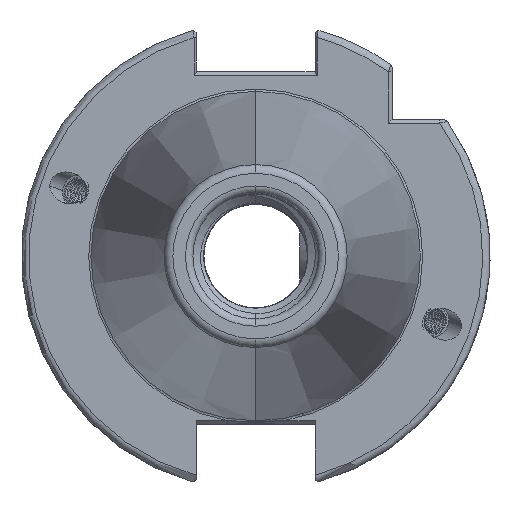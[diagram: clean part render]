
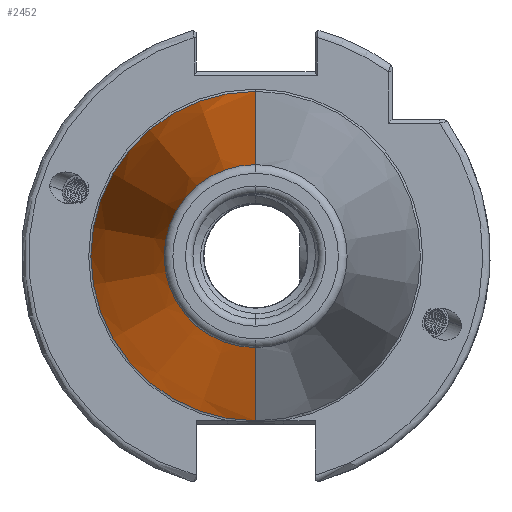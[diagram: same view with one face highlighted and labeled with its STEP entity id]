
A CAD part, left-side view. The second image highlights one B-rep face of the part: STEP entity #2452.
In plain terms, the highlighted conical face has half-angle 8.297 degrees and reference radius 22.692 mm.
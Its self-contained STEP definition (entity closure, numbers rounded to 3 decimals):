
#27 = CIRCLE ( 'NONE', #784, 12.4 ) ;
#32 = LINE ( 'NONE', #13101, #38 ) ;
#38 = VECTOR ( 'NONE', #13093, 1000. ) ;
#42 = LINE ( 'NONE', #13105, #43 ) ;
#43 = VECTOR ( 'NONE', #13107, 1000. ) ;
#778 = AXIS2_PLACEMENT_3D ( 'NONE', #12970, #12977, #12982 ) ;
#784 = AXIS2_PLACEMENT_3D ( 'NONE', #13215, #13183, #13205 ) ;
#1186 = EDGE_CURVE ( 'NONE', #21995, #21998, #7164, .T. ) ;
#1211 = EDGE_CURVE ( 'NONE', #21985, #21998, #32, .T. ) ;
#1213 = EDGE_CURVE ( 'NONE', #21977, #21995, #42, .T. ) ;
#1226 = EDGE_CURVE ( 'NONE', #21977, #21985, #27, .T. ) ;
#2452 = ADVANCED_FACE ( 'NONE', ( #7287 ), #7304, .T. ) ;
#4158 = AXIS2_PLACEMENT_3D ( 'NONE', #21026, #21018, #21015 ) ;
#7164 = CIRCLE ( 'NONE', #778, 22.327 ) ;
#7287 = FACE_OUTER_BOUND ( 'NONE', #22605, .T. ) ;
#7304 = CONICAL_SURFACE ( 'NONE', #4158, 22.692, 0.145 ) ;
#12970 = CARTESIAN_POINT ( 'NONE',  ( -2.5, 0., 0. ) ) ;
#12977 = DIRECTION ( 'NONE',  ( 1., 0., 0. ) ) ;
#12982 = DIRECTION ( 'NONE',  ( 0., 0., -1. ) ) ;
#13093 = DIRECTION ( 'NONE',  ( 0.99, 0., 0.144 ) ) ;
#13101 = CARTESIAN_POINT ( 'NONE',  ( 0., 0., 22.692 ) ) ;
#13105 = CARTESIAN_POINT ( 'NONE',  ( 0., 0., -22.692 ) ) ;
#13107 = DIRECTION ( 'NONE',  ( 0.99, 0., -0.144 ) ) ;
#13183 = DIRECTION ( 'NONE',  ( 1., 0., 0. ) ) ;
#13205 = DIRECTION ( 'NONE',  ( 0., 0., 1. ) ) ;
#13215 = CARTESIAN_POINT ( 'NONE',  ( -70.573, 0., 0. ) ) ;
#19340 = ORIENTED_EDGE ( 'NONE', *, *, #1186, .F. ) ;
#19341 = ORIENTED_EDGE ( 'NONE', *, *, #1213, .F. ) ;
#19385 = ORIENTED_EDGE ( 'NONE', *, *, #1211, .T. ) ;
#19423 = ORIENTED_EDGE ( 'NONE', *, *, #1226, .T. ) ;
#21015 = DIRECTION ( 'NONE',  ( 0., 0., -1. ) ) ;
#21018 = DIRECTION ( 'NONE',  ( 1., 0., 0. ) ) ;
#21026 = CARTESIAN_POINT ( 'NONE',  ( 0., 0., 0. ) ) ;
#21354 = CARTESIAN_POINT ( 'NONE',  ( -70.573, 0., 12.4 ) ) ;
#21371 = CARTESIAN_POINT ( 'NONE',  ( -2.5, 0., -22.327 ) ) ;
#21378 = CARTESIAN_POINT ( 'NONE',  ( -2.5, 0., 22.327 ) ) ;
#21401 = CARTESIAN_POINT ( 'NONE',  ( -70.573, 0., -12.4 ) ) ;
#21977 = VERTEX_POINT ( 'NONE', #21401 ) ;
#21985 = VERTEX_POINT ( 'NONE', #21354 ) ;
#21995 = VERTEX_POINT ( 'NONE', #21371 ) ;
#21998 = VERTEX_POINT ( 'NONE', #21378 ) ;
#22605 = EDGE_LOOP ( 'NONE', ( #19423, #19385, #19340, #19341 ) ) ;
